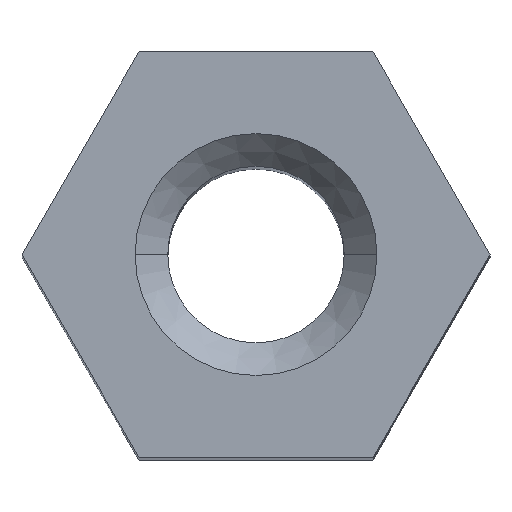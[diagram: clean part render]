
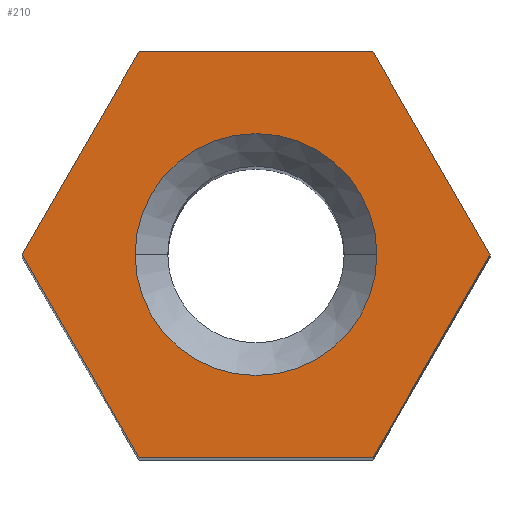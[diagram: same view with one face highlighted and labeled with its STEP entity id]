
A CAD part, top view. The second image highlights one B-rep face of the part: STEP entity #210.
In plain terms, the highlighted planar face has unit normal (0, 0, 1).
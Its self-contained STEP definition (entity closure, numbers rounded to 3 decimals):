
#3 = CIRCLE ( 'NONE', #276, 1.85 ) ;
#22 = VERTEX_POINT ( 'NONE', #215 ) ;
#25 = VERTEX_POINT ( 'NONE', #202 ) ;
#26 = LINE ( 'NONE', #160, #279 ) ;
#35 = DIRECTION ( 'NONE',  ( -1., 0., 0. ) ) ;
#40 = ORIENTED_EDGE ( 'NONE', *, *, #440, .T. ) ;
#41 = ORIENTED_EDGE ( 'NONE', *, *, #392, .T. ) ;
#42 = VECTOR ( 'NONE', #280, 1000. ) ;
#49 = VERTEX_POINT ( 'NONE', #331 ) ;
#57 = ORIENTED_EDGE ( 'NONE', *, *, #389, .T. ) ;
#97 = VERTEX_POINT ( 'NONE', #300 ) ;
#101 = PLANE ( 'NONE',  #341 ) ;
#104 = DIRECTION ( 'NONE',  ( -1., 0., 0. ) ) ;
#121 = DIRECTION ( 'NONE',  ( 0., 0., -1. ) ) ;
#125 = DIRECTION ( 'NONE',  ( 1., 0., 0. ) ) ;
#127 = CARTESIAN_POINT ( 'NONE',  ( 27.115, -17.798, 10.484 ) ) ;
#128 = VERTEX_POINT ( 'NONE', #264 ) ;
#129 = VERTEX_POINT ( 'NONE', #287 ) ;
#142 = DIRECTION ( 'NONE',  ( 0.5, -0.866, 0. ) ) ;
#143 = CARTESIAN_POINT ( 'NONE',  ( 25.325, -20.898, 10.484 ) ) ;
#146 = DIRECTION ( 'NONE',  ( -1., 0., 0. ) ) ;
#148 = DIRECTION ( 'NONE',  ( 0., 0., -1. ) ) ;
#149 = ORIENTED_EDGE ( 'NONE', *, *, #456, .T. ) ;
#150 = CARTESIAN_POINT ( 'NONE',  ( 27.115, -17.798, 10.484 ) ) ;
#160 = CARTESIAN_POINT ( 'NONE',  ( 23.535, -17.798, 10.484 ) ) ;
#161 = EDGE_LOOP ( 'NONE', ( #387, #149 ) ) ;
#167 = LINE ( 'NONE', #172, #363 ) ;
#168 = DIRECTION ( 'NONE',  ( 0.5, 0.866, 0. ) ) ;
#172 = CARTESIAN_POINT ( 'NONE',  ( 28.905, -20.898, 10.484 ) ) ;
#174 = VECTOR ( 'NONE', #182, 1000. ) ;
#182 = DIRECTION ( 'NONE',  ( -0.5, 0.866, 0. ) ) ;
#185 = DIRECTION ( 'NONE',  ( -1., 0., 0. ) ) ;
#186 = LINE ( 'NONE', #314, #316 ) ;
#187 = CARTESIAN_POINT ( 'NONE',  ( 30.695, -17.798, 10.484 ) ) ;
#191 = EDGE_LOOP ( 'NONE', ( #41, #220, #361, #455, #40, #57 ) ) ;
#199 = CIRCLE ( 'NONE', #390, 1.85 ) ;
#202 = CARTESIAN_POINT ( 'NONE',  ( 28.905, -14.698, 10.484 ) ) ;
#210 = ADVANCED_FACE ( 'NONE', ( #429, #412 ), #101, .F. ) ;
#215 = CARTESIAN_POINT ( 'NONE',  ( 25.325, -14.698, 10.484 ) ) ;
#217 = EDGE_CURVE ( 'NONE', #22, #259, #324, .T. ) ;
#220 = ORIENTED_EDGE ( 'NONE', *, *, #373, .T. ) ;
#224 = LINE ( 'NONE', #187, #174 ) ;
#258 = VERTEX_POINT ( 'NONE', #356 ) ;
#259 = VERTEX_POINT ( 'NONE', #346 ) ;
#264 = CARTESIAN_POINT ( 'NONE',  ( 25.325, -20.898, 10.484 ) ) ;
#276 = AXIS2_PLACEMENT_3D ( 'NONE', #127, #121, #35 ) ;
#279 = VECTOR ( 'NONE', #142, 1000. ) ;
#280 = DIRECTION ( 'NONE',  ( -0.5, -0.866, 0. ) ) ;
#287 = CARTESIAN_POINT ( 'NONE',  ( 28.965, -17.798, 10.484 ) ) ;
#294 = CARTESIAN_POINT ( 'NONE',  ( 25.325, -14.698, 10.484 ) ) ;
#300 = CARTESIAN_POINT ( 'NONE',  ( 28.905, -20.898, 10.484 ) ) ;
#314 = CARTESIAN_POINT ( 'NONE',  ( 28.905, -14.698, 10.484 ) ) ;
#316 = VECTOR ( 'NONE', #185, 1000. ) ;
#324 = LINE ( 'NONE', #294, #42 ) ;
#331 = CARTESIAN_POINT ( 'NONE',  ( 25.265, -17.798, 10.484 ) ) ;
#341 = AXIS2_PLACEMENT_3D ( 'NONE', #344, #384, #104 ) ;
#344 = CARTESIAN_POINT ( 'NONE',  ( 27.115, -23.998, 10.484 ) ) ;
#346 = CARTESIAN_POINT ( 'NONE',  ( 23.535, -17.798, 10.484 ) ) ;
#356 = CARTESIAN_POINT ( 'NONE',  ( 30.695, -17.798, 10.484 ) ) ;
#361 = ORIENTED_EDGE ( 'NONE', *, *, #383, .T. ) ;
#363 = VECTOR ( 'NONE', #168, 1000. ) ;
#372 = LINE ( 'NONE', #143, #399 ) ;
#373 = EDGE_CURVE ( 'NONE', #258, #25, #224, .T. ) ;
#383 = EDGE_CURVE ( 'NONE', #25, #22, #186, .T. ) ;
#384 = DIRECTION ( 'NONE',  ( 0., 0., -1. ) ) ;
#387 = ORIENTED_EDGE ( 'NONE', *, *, #428, .T. ) ;
#389 = EDGE_CURVE ( 'NONE', #128, #97, #372, .T. ) ;
#390 = AXIS2_PLACEMENT_3D ( 'NONE', #150, #148, #146 ) ;
#392 = EDGE_CURVE ( 'NONE', #97, #258, #167, .T. ) ;
#399 = VECTOR ( 'NONE', #125, 1000. ) ;
#412 = FACE_OUTER_BOUND ( 'NONE', #191, .T. ) ;
#428 = EDGE_CURVE ( 'NONE', #129, #49, #199, .T. ) ;
#429 = FACE_BOUND ( 'NONE', #161, .T. ) ;
#440 = EDGE_CURVE ( 'NONE', #259, #128, #26, .T. ) ;
#455 = ORIENTED_EDGE ( 'NONE', *, *, #217, .T. ) ;
#456 = EDGE_CURVE ( 'NONE', #49, #129, #3, .T. ) ;
